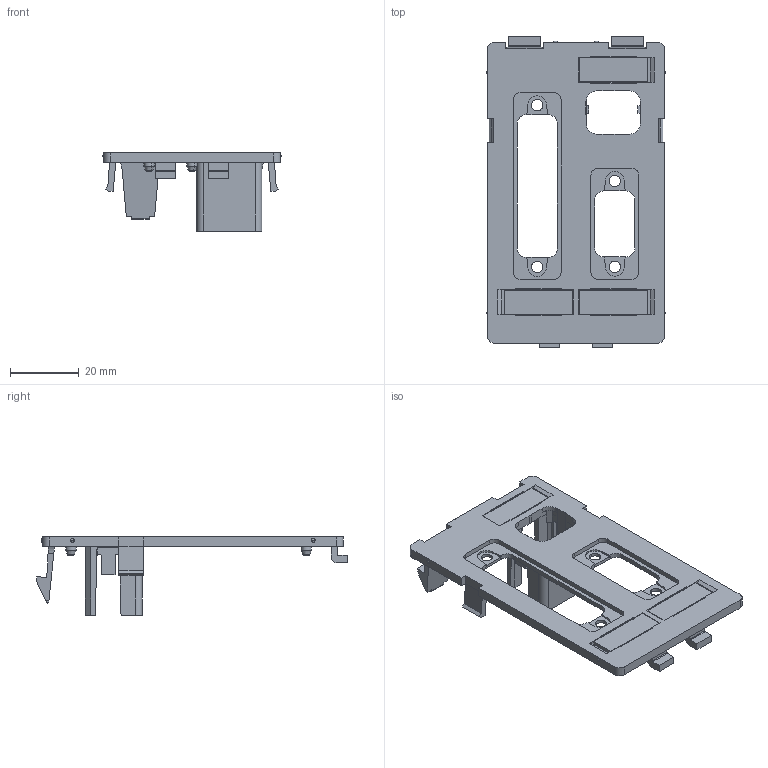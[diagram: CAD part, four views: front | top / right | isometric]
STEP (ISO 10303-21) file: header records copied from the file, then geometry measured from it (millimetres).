
FILE_DESCRIPTION(('CATIA V5 STEP Exchange','CAx-IF Rec.Pracs.--- Model Styling and Organization---1.4--- 2014-01-23'),'2;1');
FILE_NAME ('013599-2_2', '2019-10-09T17:09:55+00:00', ('none'), ('Weidmueller'), 'CATIA Version 5-6 Release 2016 SP3 HF44', 'CATIA V5 STEP AP214', 'none');
FILE_SCHEMA(('AUTOMOTIVE_DESIGN { 1 0 10303 214 1 1 1 1 }'));
Length unit declared in the file: millimetre
Products named in the file (1): 1450650000
Bounding box: 51.9 x 90.5 x 22.8 mm (x, y, z)
Volume: 11385.8 mm3; surface area: 13243.6 mm2
Topology: 4 solids, 4 shells, 529 faces, 1451 edges, 949 vertices
Faces by surface type: plane 377, cylinder 94, torus 30, sphere 12, cone 10, bspline 4, extrusion 2
Entity records: 15823 total; most frequent: CARTESIAN_POINT 3323, ORIENTED_EDGE 2878, DIRECTION 2032, EDGE_CURVE 1439, VECTOR 1112, LINE 1110, VERTEX_POINT 949, AXIS2_PLACEMENT_3D 578
